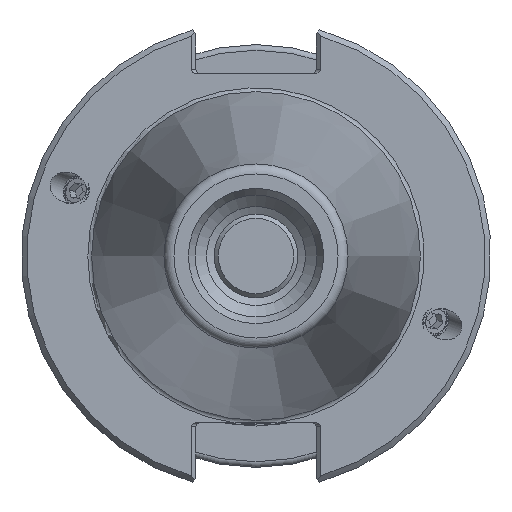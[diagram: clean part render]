
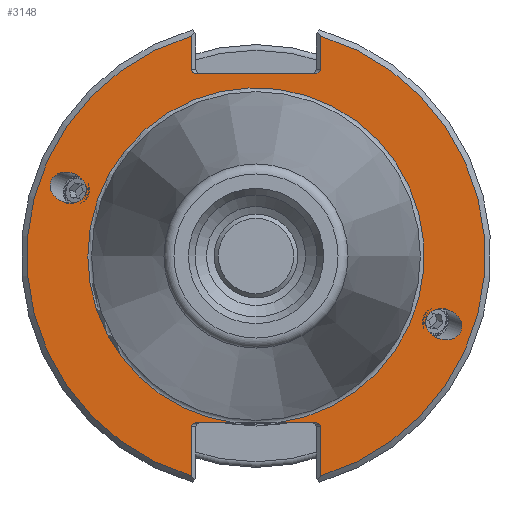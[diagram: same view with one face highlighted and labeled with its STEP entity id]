
A CAD part, left-side view. The second image highlights one B-rep face of the part: STEP entity #3148.
In plain terms, the highlighted planar face has unit normal (-1, 0, 0).
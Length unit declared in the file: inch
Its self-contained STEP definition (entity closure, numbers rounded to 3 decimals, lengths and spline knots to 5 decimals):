
#215=ELLIPSE('',#3307,0.09853,0.08071);
#216=ELLIPSE('',#3317,0.09853,0.08071);
#217=ELLIPSE('',#3400,0.02828,0.02);
#224=ELLIPSE('',#3414,0.02828,0.02);
#225=ELLIPSE('',#3418,0.02828,0.02);
#232=ELLIPSE('',#3432,0.02828,0.02);
#375=FACE_BOUND('',#852,.T.);
#376=FACE_BOUND('',#853,.T.);
#457=PLANE('',#3455);
#602=FACE_OUTER_BOUND('',#851,.T.);
#851=EDGE_LOOP('',(#2632,#2633,#2634,#2635,#2636,#2637,#2638,#2639,#2640,
#2641,#2642,#2643,#2644,#2645));
#852=EDGE_LOOP('',(#2646));
#853=EDGE_LOOP('',(#2647));
#1084=CIRCLE('',#3453,0.895);
#1086=CIRCLE('',#3456,1.22);
#1087=CIRCLE('',#3457,1.22);
#1205=LINE('',#6289,#1355);
#1214=LINE('',#6324,#1364);
#1221=LINE('',#6353,#1371);
#1230=LINE('',#6388,#1380);
#1231=LINE('',#6401,#1381);
#1236=LINE('',#6449,#1386);
#1237=LINE('',#6452,#1387);
#1355=VECTOR('',#4006,0.1782);
#1364=VECTOR('',#4035,0.1782);
#1371=VECTOR('',#4058,0.2622);
#1380=VECTOR('',#4087,0.2622);
#1381=VECTOR('',#4100,0.63343);
#1386=VECTOR('',#4135,0.205);
#1387=VECTOR('',#4140,0.205);
#1489=VERTEX_POINT('',#4782);
#1494=VERTEX_POINT('',#4797);
#1602=VERTEX_POINT('',#6267);
#1603=VERTEX_POINT('',#6269);
#1608=VERTEX_POINT('',#6285);
#1614=VERTEX_POINT('',#6309);
#1615=VERTEX_POINT('',#6311);
#1618=VERTEX_POINT('',#6323);
#1619=VERTEX_POINT('',#6329);
#1620=VERTEX_POINT('',#6330);
#1626=VERTEX_POINT('',#6349);
#1632=VERTEX_POINT('',#6373);
#1633=VERTEX_POINT('',#6375);
#1636=VERTEX_POINT('',#6387);
#1645=VERTEX_POINT('',#6432);
#1646=VERTEX_POINT('',#6433);
#1807=EDGE_CURVE('',#1489,#1489,#215,.T.);
#1812=EDGE_CURVE('',#1494,#1494,#216,.T.);
#1948=EDGE_CURVE('',#1602,#1603,#217,.T.);
#1957=EDGE_CURVE('',#1608,#1602,#1205,.T.);
#1967=EDGE_CURVE('',#1614,#1615,#224,.T.);
#1972=EDGE_CURVE('',#1615,#1618,#1214,.T.);
#1974=EDGE_CURVE('',#1619,#1620,#225,.T.);
#1985=EDGE_CURVE('',#1626,#1619,#1221,.T.);
#1995=EDGE_CURVE('',#1632,#1633,#232,.T.);
#2000=EDGE_CURVE('',#1633,#1636,#1230,.T.);
#2005=EDGE_CURVE('',#1603,#1614,#1231,.T.);
#2019=EDGE_CURVE('',#1645,#1646,#1084,.T.);
#2021=EDGE_CURVE('',#1620,#1645,#1236,.T.);
#2022=EDGE_CURVE('',#1618,#1626,#1086,.T.);
#2023=EDGE_CURVE('',#1636,#1608,#1087,.T.);
#2024=EDGE_CURVE('',#1646,#1632,#1237,.T.);
#2632=ORIENTED_EDGE('',*,*,#2019,.F.);
#2633=ORIENTED_EDGE('',*,*,#2021,.F.);
#2634=ORIENTED_EDGE('',*,*,#1974,.F.);
#2635=ORIENTED_EDGE('',*,*,#1985,.F.);
#2636=ORIENTED_EDGE('',*,*,#2022,.F.);
#2637=ORIENTED_EDGE('',*,*,#1972,.F.);
#2638=ORIENTED_EDGE('',*,*,#1967,.F.);
#2639=ORIENTED_EDGE('',*,*,#2005,.F.);
#2640=ORIENTED_EDGE('',*,*,#1948,.F.);
#2641=ORIENTED_EDGE('',*,*,#1957,.F.);
#2642=ORIENTED_EDGE('',*,*,#2023,.F.);
#2643=ORIENTED_EDGE('',*,*,#2000,.F.);
#2644=ORIENTED_EDGE('',*,*,#1995,.F.);
#2645=ORIENTED_EDGE('',*,*,#2024,.F.);
#2646=ORIENTED_EDGE('',*,*,#1807,.T.);
#2647=ORIENTED_EDGE('',*,*,#1812,.T.);
#3148=ADVANCED_FACE('',(#602,#375,#376),#457,.T.);
#3307=AXIS2_PLACEMENT_3D('',#4783,#3759,#3760);
#3317=AXIS2_PLACEMENT_3D('',#4798,#3779,#3780);
#3400=AXIS2_PLACEMENT_3D('',#6270,#3988,#3989);
#3414=AXIS2_PLACEMENT_3D('',#6312,#4026,#4027);
#3418=AXIS2_PLACEMENT_3D('',#6331,#4038,#4039);
#3432=AXIS2_PLACEMENT_3D('',#6376,#4078,#4079);
#3453=AXIS2_PLACEMENT_3D('',#6445,#4129,#4130);
#3455=AXIS2_PLACEMENT_3D('',#6448,#4133,#4134);
#3456=AXIS2_PLACEMENT_3D('',#6450,#4136,#4137);
#3457=AXIS2_PLACEMENT_3D('',#6451,#4138,#4139);
#3759=DIRECTION('center_axis',(1.,0.,0.));
#3760=DIRECTION('ref_axis',(0.,-0.94,-0.342));
#3779=DIRECTION('center_axis',(1.,0.,0.));
#3780=DIRECTION('ref_axis',(0.,0.94,0.342));
#3988=DIRECTION('center_axis',(-1.,0.,0.));
#3989=DIRECTION('ref_axis',(0.,1.,0.));
#4006=DIRECTION('',(0.,0.,-1.));
#4026=DIRECTION('center_axis',(-1.,0.,0.));
#4027=DIRECTION('ref_axis',(0.,-1.,0.));
#4035=DIRECTION('',(0.,0.,1.));
#4038=DIRECTION('center_axis',(-1.,0.,0.));
#4039=DIRECTION('ref_axis',(0.,-1.,0.));
#4058=DIRECTION('',(0.,0.,1.));
#4078=DIRECTION('center_axis',(-1.,0.,0.));
#4079=DIRECTION('ref_axis',(0.,1.,0.));
#4087=DIRECTION('',(0.,0.,-1.));
#4100=DIRECTION('',(0.,-1.,0.));
#4129=DIRECTION('center_axis',(-1.,0.,0.));
#4130=DIRECTION('ref_axis',(0.,-1.,0.));
#4133=DIRECTION('center_axis',(-1.,0.,0.));
#4134=DIRECTION('ref_axis',(0.,0.,1.));
#4135=DIRECTION('',(0.,1.,0.));
#4136=DIRECTION('center_axis',(1.,0.,0.));
#4137=DIRECTION('ref_axis',(0.,-1.,0.));
#4138=DIRECTION('center_axis',(1.,0.,0.));
#4139=DIRECTION('ref_axis',(0.,1.,0.));
#4140=DIRECTION('',(0.,1.,0.));
#4782=CARTESIAN_POINT('',(0.125,-0.90631,-0.32987));
#4783=CARTESIAN_POINT('Origin',(0.125,-0.99889,-0.36357));
#4797=CARTESIAN_POINT('',(0.125,0.90631,0.32987));
#4798=CARTESIAN_POINT('Origin',(0.125,0.99889,0.36357));
#6267=CARTESIAN_POINT('',(0.125,0.345,0.992));
#6269=CARTESIAN_POINT('',(0.125,0.31672,0.972));
#6270=CARTESIAN_POINT('Origin',(0.125,0.31672,0.992));
#6285=CARTESIAN_POINT('',(0.125,0.345,1.1702));
#6289=CARTESIAN_POINT('',(0.125,0.345,0.486));
#6309=CARTESIAN_POINT('',(0.125,-0.31672,0.972));
#6311=CARTESIAN_POINT('',(0.125,-0.345,0.992));
#6312=CARTESIAN_POINT('Origin',(0.125,-0.31672,0.992));
#6323=CARTESIAN_POINT('',(0.125,-0.345,1.1702));
#6324=CARTESIAN_POINT('',(0.125,-0.345,0.486));
#6329=CARTESIAN_POINT('',(0.125,-0.345,-0.908));
#6330=CARTESIAN_POINT('',(0.125,-0.31672,-0.888));
#6331=CARTESIAN_POINT('Origin',(0.125,-0.31672,-0.908));
#6349=CARTESIAN_POINT('',(0.125,-0.345,-1.1702));
#6353=CARTESIAN_POINT('',(0.125,-0.345,-0.444));
#6373=CARTESIAN_POINT('',(0.125,0.31672,-0.888));
#6375=CARTESIAN_POINT('',(0.125,0.345,-0.908));
#6376=CARTESIAN_POINT('Origin',(0.125,0.31672,-0.908));
#6387=CARTESIAN_POINT('',(0.125,0.345,-1.1702));
#6388=CARTESIAN_POINT('',(0.125,0.345,-0.444));
#6401=CARTESIAN_POINT('',(0.125,0.53125,0.972));
#6432=CARTESIAN_POINT('',(0.125,-0.11172,-0.888));
#6433=CARTESIAN_POINT('',(0.125,0.11172,-0.888));
#6445=CARTESIAN_POINT('Origin',(0.125,0.,0.));
#6448=CARTESIAN_POINT('Origin',(0.125,1.0625,0.));
#6449=CARTESIAN_POINT('',(0.125,0.53125,-0.888));
#6450=CARTESIAN_POINT('Origin',(0.125,0.,0.));
#6451=CARTESIAN_POINT('Origin',(0.125,0.,0.));
#6452=CARTESIAN_POINT('',(0.125,0.53125,-0.888));
